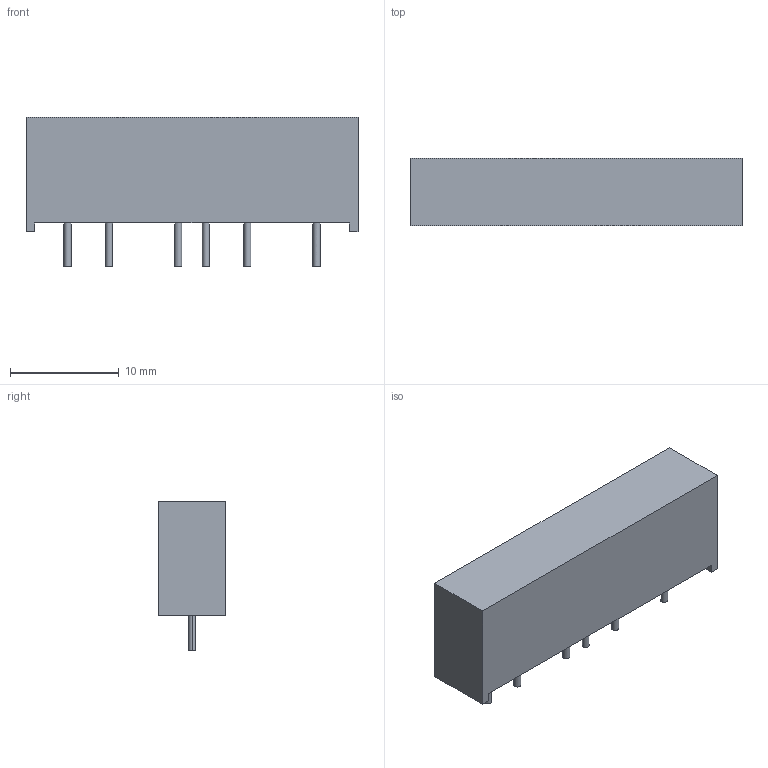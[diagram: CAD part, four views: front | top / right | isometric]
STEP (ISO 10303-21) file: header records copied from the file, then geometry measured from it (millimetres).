
FILE_DESCRIPTION((''),'2;1');
FILE_NAME('RN_VISHAY_300198.stp','2013-10-23T11:43:58',(''),(''),'Mechanical Desktop 2011','Mechanical Desktop 2011',', , ');
FILE_SCHEMA(('AUTOMOTIVE_DESIGN { 1 2 10303 214 1 1 1 1 }'));
Length unit declared in the file: millimetre
Products named in the file (1): Product
Bounding box: 30.48 x 6.22 x 13.69 mm (x, y, z)
Volume: 1853.8 mm3; surface area: 1165.7 mm2
Topology: 7 solids, 7 shells, 34 faces, 60 edges, 40 vertices
Faces by surface type: plane 15, cylinder 12, bspline 7
Entity records: 874 total; most frequent: CARTESIAN_POINT 156, DIRECTION 140, ORIENTED_EDGE 120, EDGE_CURVE 60, AXIS2_PLACEMENT_3D 52, VERTEX_POINT 40, VECTOR 36, LINE 36
